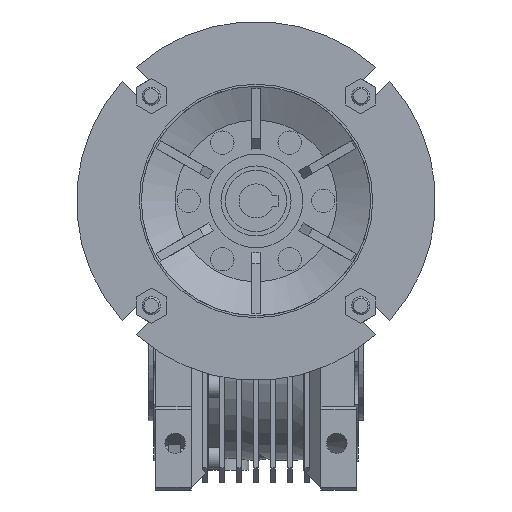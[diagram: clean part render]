
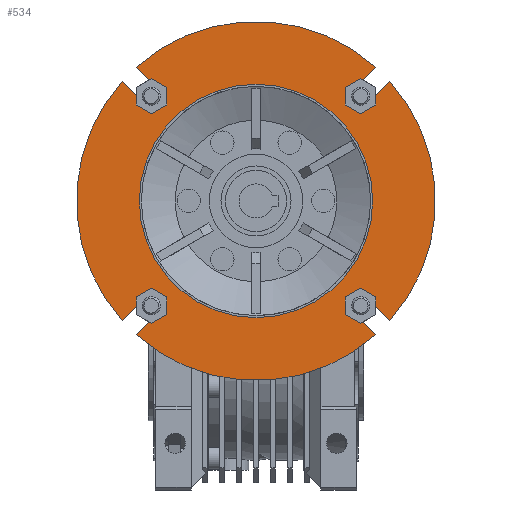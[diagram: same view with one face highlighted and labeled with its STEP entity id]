
A CAD part, front view. The second image highlights one B-rep face of the part: STEP entity #534.
In plain terms, the highlighted planar face has unit normal (0, -1, 0).
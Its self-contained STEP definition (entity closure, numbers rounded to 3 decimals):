
#534=ADVANCED_FACE('',(#9823,#9825),#9827,.F.);
#9823=FACE_BOUND('',#9824,.T.);
#9824=EDGE_LOOP('',(#17319,#17320,#17321,#17322,#17323,#17324,#17325,#17326,#17327,
#17328,#17329,#17330,#17331,#17332,#17333,#17334));
#9825=FACE_BOUND('',#9826,.T.);
#9826=EDGE_LOOP('',(#17335));
#9827=PLANE('',#9828);
#9828=AXIS2_PLACEMENT_3D('',#9829,#9830,#9831);
#9829=CARTESIAN_POINT('',(0.,-112.5,-25.));
#9830=DIRECTION('',(0.,1.,0.));
#9831=DIRECTION('',(1.,0.,0.));
#17319=ORIENTED_EDGE('',*,*,#22652,.F.);
#17320=ORIENTED_EDGE('',*,*,#22653,.T.);
#17321=ORIENTED_EDGE('',*,*,#22654,.T.);
#17322=ORIENTED_EDGE('',*,*,#22655,.T.);
#17323=ORIENTED_EDGE('',*,*,#22656,.F.);
#17324=ORIENTED_EDGE('',*,*,#22657,.T.);
#17325=ORIENTED_EDGE('',*,*,#22658,.T.);
#17326=ORIENTED_EDGE('',*,*,#22659,.T.);
#17327=ORIENTED_EDGE('',*,*,#22660,.F.);
#17328=ORIENTED_EDGE('',*,*,#22661,.T.);
#17329=ORIENTED_EDGE('',*,*,#22662,.T.);
#17330=ORIENTED_EDGE('',*,*,#22663,.T.);
#17331=ORIENTED_EDGE('',*,*,#22664,.F.);
#17332=ORIENTED_EDGE('',*,*,#22665,.T.);
#17333=ORIENTED_EDGE('',*,*,#22666,.T.);
#17334=ORIENTED_EDGE('',*,*,#22667,.T.);
#17335=ORIENTED_EDGE('',*,*,#22651,.F.);
#22651=EDGE_CURVE('',#25457,#25457,#25458,.T.);
#22652=EDGE_CURVE('',#25459,#25460,#25461,.F.);
#22653=EDGE_CURVE('',#25459,#25462,#25463,.T.);
#22654=EDGE_CURVE('',#25462,#25464,#25465,.T.);
#22655=EDGE_CURVE('',#25464,#25466,#25467,.T.);
#22656=EDGE_CURVE('',#25468,#25466,#25469,.F.);
#22657=EDGE_CURVE('',#25468,#25470,#25471,.T.);
#22658=EDGE_CURVE('',#25470,#25472,#25473,.T.);
#22659=EDGE_CURVE('',#25472,#25474,#25475,.T.);
#22660=EDGE_CURVE('',#25476,#25474,#25477,.F.);
#22661=EDGE_CURVE('',#25476,#25478,#25479,.T.);
#22662=EDGE_CURVE('',#25478,#25480,#25481,.T.);
#22663=EDGE_CURVE('',#25480,#25482,#25483,.T.);
#22664=EDGE_CURVE('',#25484,#25482,#25485,.F.);
#22665=EDGE_CURVE('',#25484,#25486,#25487,.T.);
#22666=EDGE_CURVE('',#25486,#25488,#25489,.T.);
#22667=EDGE_CURVE('',#25488,#25460,#25490,.T.);
#25457=VERTEX_POINT('',#30623);
#25458=CIRCLE('',#30624,65.);
#25459=VERTEX_POINT('',#30628);
#25460=VERTEX_POINT('',#30629);
#25461=CIRCLE('',#30630,5.5);
#25462=VERTEX_POINT('',#30634);
#25463=LINE('',#30635,#30636);
#25464=VERTEX_POINT('',#30638);
#25465=CIRCLE('',#30639,100.);
#25466=VERTEX_POINT('',#30643);
#25467=LINE('',#30644,#30645);
#25468=VERTEX_POINT('',#30647);
#25469=CIRCLE('',#30648,5.5);
#25470=VERTEX_POINT('',#30652);
#25471=LINE('',#30653,#30654);
#25472=VERTEX_POINT('',#30656);
#25473=CIRCLE('',#30657,100.);
#25474=VERTEX_POINT('',#30661);
#25475=LINE('',#30662,#30663);
#25476=VERTEX_POINT('',#30665);
#25477=CIRCLE('',#30666,5.5);
#25478=VERTEX_POINT('',#30670);
#25479=LINE('',#30671,#30672);
#25480=VERTEX_POINT('',#30674);
#25481=CIRCLE('',#30675,100.);
#25482=VERTEX_POINT('',#30679);
#25483=LINE('',#30680,#30681);
#25484=VERTEX_POINT('',#30683);
#25485=CIRCLE('',#30684,5.5);
#25486=VERTEX_POINT('',#30688);
#25487=LINE('',#30689,#30690);
#25488=VERTEX_POINT('',#30692);
#25489=CIRCLE('',#30693,100.);
#25490=LINE('',#30697,#30698);
#30623=CARTESIAN_POINT('',(-65.,-112.5,75.));
#30624=AXIS2_PLACEMENT_3D('',#30625,#30626,#30627);
#30625=CARTESIAN_POINT('',(0.,-112.5,75.));
#30626=DIRECTION('',(0.,-1.,0.));
#30627=DIRECTION('',(-1.,0.,0.));
#30628=CARTESIAN_POINT('',(62.225,-112.5,20.553));
#30629=CARTESIAN_POINT('',(54.447,-112.5,12.775));
#30630=AXIS2_PLACEMENT_3D('',#30631,#30632,#30633);
#30631=CARTESIAN_POINT('',(58.336,-112.5,16.664));
#30632=DIRECTION('',(0.,1.,0.));
#30633=DIRECTION('',(-0.707,0.,-0.707));
#30634=CARTESIAN_POINT('',(74.493,-112.5,8.285));
#30635=CARTESIAN_POINT('',(62.225,-112.5,20.553));
#30636=VECTOR('',#30637,1.);
#30637=DIRECTION('',(0.707,0.,-0.707));
#30638=CARTESIAN_POINT('',(74.493,-112.5,141.715));
#30639=AXIS2_PLACEMENT_3D('',#30640,#30641,#30642);
#30640=CARTESIAN_POINT('',(0.,-112.5,75.));
#30641=DIRECTION('',(0.,-1.,0.));
#30642=DIRECTION('',(0.745,0.,-0.667));
#30643=CARTESIAN_POINT('',(62.225,-112.5,129.447));
#30644=CARTESIAN_POINT('',(74.493,-112.5,141.715));
#30645=VECTOR('',#30646,1.);
#30646=DIRECTION('',(-0.707,0.,-0.707));
#30647=CARTESIAN_POINT('',(54.447,-112.5,137.225));
#30648=AXIS2_PLACEMENT_3D('',#30649,#30650,#30651);
#30649=CARTESIAN_POINT('',(58.336,-112.5,133.336));
#30650=DIRECTION('',(0.,1.,0.));
#30651=DIRECTION('',(0.707,0.,-0.707));
#30652=CARTESIAN_POINT('',(66.715,-112.5,149.493));
#30653=CARTESIAN_POINT('',(54.447,-112.5,137.225));
#30654=VECTOR('',#30655,1.);
#30655=DIRECTION('',(0.707,0.,0.707));
#30656=CARTESIAN_POINT('',(-66.715,-112.5,149.493));
#30657=AXIS2_PLACEMENT_3D('',#30658,#30659,#30660);
#30658=CARTESIAN_POINT('',(0.,-112.5,75.));
#30659=DIRECTION('',(0.,-1.,0.));
#30660=DIRECTION('',(0.667,0.,0.745));
#30661=CARTESIAN_POINT('',(-54.447,-112.5,137.225));
#30662=CARTESIAN_POINT('',(-66.715,-112.5,149.493));
#30663=VECTOR('',#30664,1.);
#30664=DIRECTION('',(0.707,0.,-0.707));
#30665=CARTESIAN_POINT('',(-62.225,-112.5,129.447));
#30666=AXIS2_PLACEMENT_3D('',#30667,#30668,#30669);
#30667=CARTESIAN_POINT('',(-58.336,-112.5,133.336));
#30668=DIRECTION('',(0.,1.,0.));
#30669=DIRECTION('',(0.707,0.,0.707));
#30670=CARTESIAN_POINT('',(-74.493,-112.5,141.715));
#30671=CARTESIAN_POINT('',(-62.225,-112.5,129.447));
#30672=VECTOR('',#30673,1.);
#30673=DIRECTION('',(-0.707,0.,0.707));
#30674=CARTESIAN_POINT('',(-74.493,-112.5,8.285));
#30675=AXIS2_PLACEMENT_3D('',#30676,#30677,#30678);
#30676=CARTESIAN_POINT('',(0.,-112.5,75.));
#30677=DIRECTION('',(0.,-1.,0.));
#30678=DIRECTION('',(-0.745,0.,0.667));
#30679=CARTESIAN_POINT('',(-62.225,-112.5,20.553));
#30680=CARTESIAN_POINT('',(-74.493,-112.5,8.285));
#30681=VECTOR('',#30682,1.);
#30682=DIRECTION('',(0.707,0.,0.707));
#30683=CARTESIAN_POINT('',(-54.447,-112.5,12.775));
#30684=AXIS2_PLACEMENT_3D('',#30685,#30686,#30687);
#30685=CARTESIAN_POINT('',(-58.336,-112.5,16.664));
#30686=DIRECTION('',(0.,1.,0.));
#30687=DIRECTION('',(-0.707,0.,0.707));
#30688=CARTESIAN_POINT('',(-66.715,-112.5,0.507));
#30689=CARTESIAN_POINT('',(-54.447,-112.5,12.775));
#30690=VECTOR('',#30691,1.);
#30691=DIRECTION('',(-0.707,0.,-0.707));
#30692=CARTESIAN_POINT('',(66.715,-112.5,0.507));
#30693=AXIS2_PLACEMENT_3D('',#30694,#30695,#30696);
#30694=CARTESIAN_POINT('',(0.,-112.5,75.));
#30695=DIRECTION('',(0.,-1.,0.));
#30696=DIRECTION('',(-0.667,0.,-0.745));
#30697=CARTESIAN_POINT('',(66.715,-112.5,0.507));
#30698=VECTOR('',#30699,1.);
#30699=DIRECTION('',(-0.707,0.,0.707));
